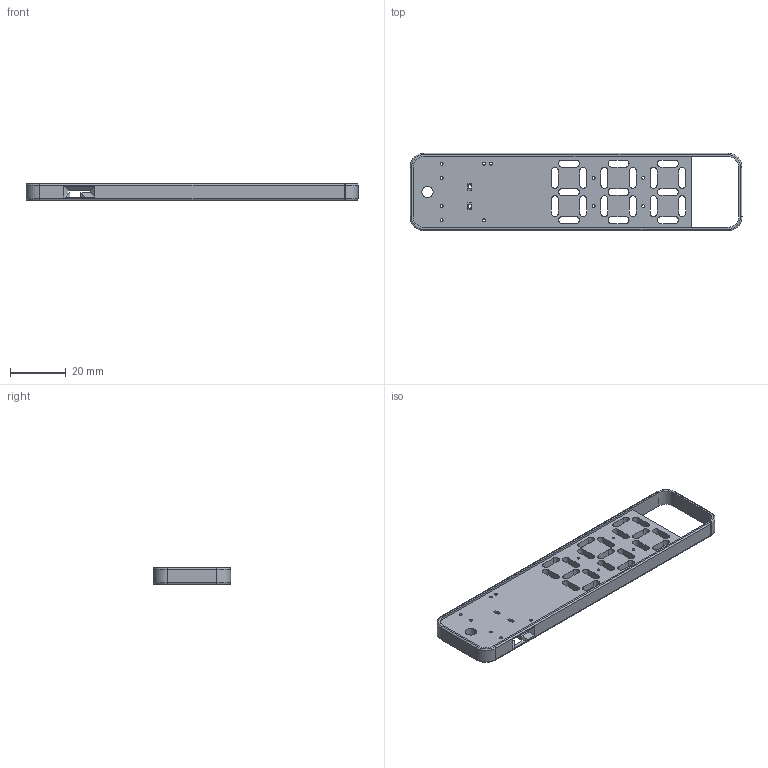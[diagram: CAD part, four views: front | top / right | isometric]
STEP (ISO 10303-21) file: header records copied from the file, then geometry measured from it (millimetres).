
FILE_DESCRIPTION(/* description */ (''),/* implementation_level */ '2;1');
FILE_NAME(/* name */ 'BC_3DP_Simple_Resin v1.step',/* time_stamp */ '2022-04-03T20:34:22-04:00',/* author */ (''),/* organization */ (''),/* preprocessor_version */ 'ST-DEVELOPER v18.1',/* originating_system */ 'Autodesk Translation Framework v10.14.0.1471',/* authorisation */ '');
FILE_SCHEMA (('AUTOMOTIVE_DESIGN { 1 0 10303 214 3 1 1 }'));
Length unit declared in the file: millimetre
Products named in the file (1): BC_3DP_Simple_Resin
Bounding box: 119.24 x 27.8 x 5.9 mm (x, y, z)
Volume: 9622.2 mm3; surface area: 9599 mm2
Topology: 1 solids, 1 shells, 228 faces, 632 edges, 403 vertices
Faces by surface type: plane 133, cylinder 87, torus 8
Full cylindrical faces by diameter (mm): 1.016 x11, 1.5 x4, 4.064 x1
Entity records: 7606 total; most frequent: CARTESIAN_POINT 1450, ORIENTED_EDGE 1264, DIRECTION 1264, EDGE_CURVE 632, LINE 438, VECTOR 438, AXIS2_PLACEMENT_3D 413, VERTEX_POINT 403
